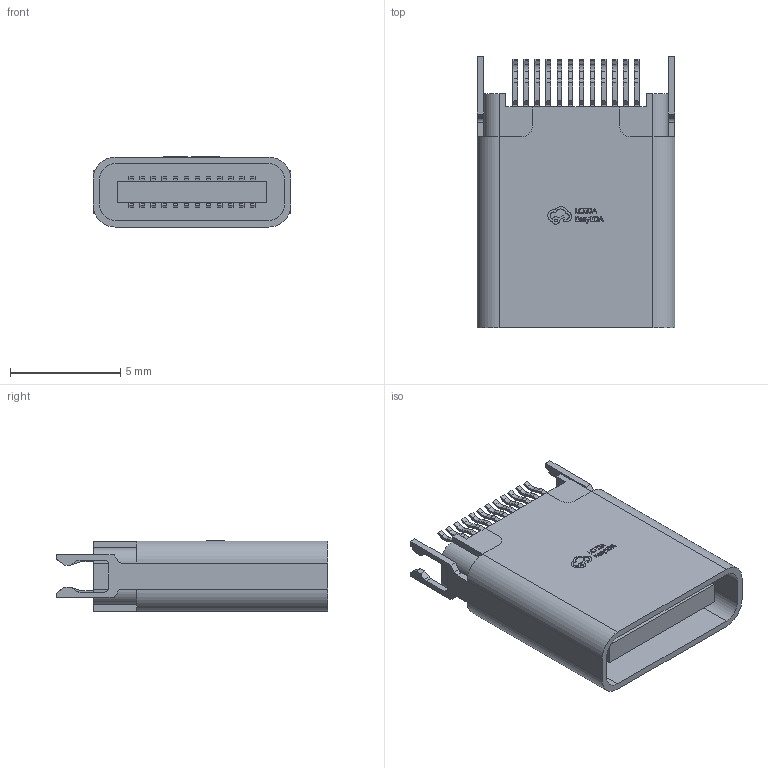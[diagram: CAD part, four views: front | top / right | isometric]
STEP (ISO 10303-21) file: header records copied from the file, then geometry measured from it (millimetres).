
FILE_DESCRIPTION (( 'STEP AP214' ), '1' );
FILE_NAME ('USB-SMD_HC-TYPE-C-24P-CP1.0-5A-L10.45-01.STEP', '2023-11-08T01:25:06', ( 'PC' ), ( 'Microsoft' ), 'SwSTEP 2.0', 'SolidWorks 2020', '' );
FILE_SCHEMA (( 'AUTOMOTIVE_DESIGN' ));
Length unit declared in the file: millimetre
Products named in the file (1): USB-SMD_HC-TYPE-C-24P-CP1.0-5A-L10.45-01
Bounding box: 8.96 x 12.3 x 3.18 mm (x, y, z)
Volume: 165.8 mm3; surface area: 716 mm2
Topology: 2 solids, 2 shells, 1088 faces, 3111 edges, 2070 vertices
Faces by surface type: plane 714, cylinder 276, bspline 98
Entity records: 47898 total; most frequent: CARTESIAN_POINT 7576, ORIENTED_EDGE 6222, DIRECTION 5445, EDGE_CURVE 3111, LINE 2359, VECTOR 2359, VERTEX_POINT 2070, AXIS2_PLACEMENT_3D 1543
